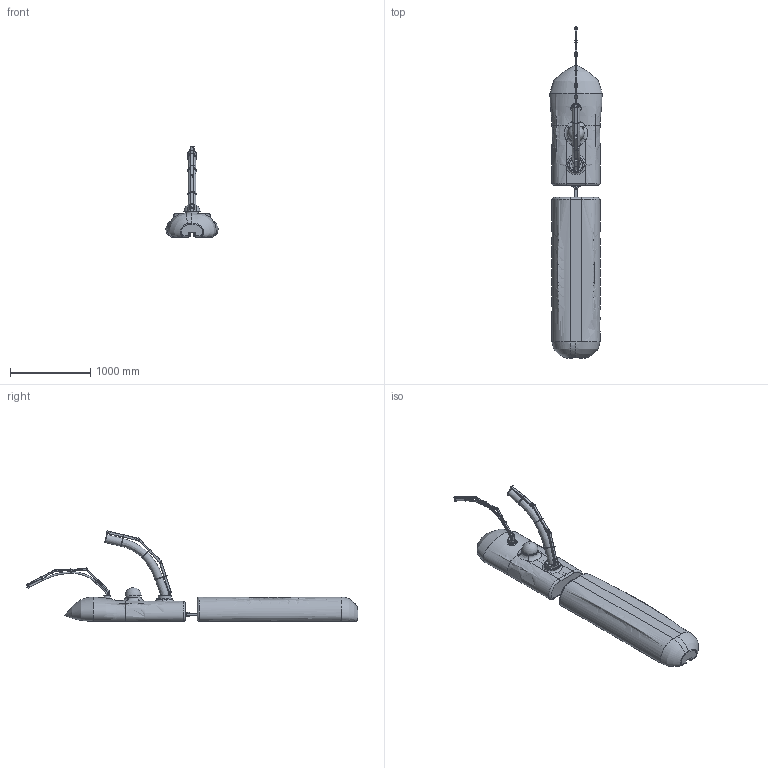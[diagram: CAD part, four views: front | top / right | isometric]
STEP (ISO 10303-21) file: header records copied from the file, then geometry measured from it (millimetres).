
FILE_DESCRIPTION(/* description */ ('Unknown'),/* implementation_level */ '2;1');
FILE_NAME(/* name */ 'Drohne_FuerPas',/* time_stamp */ '2021-02-01T19:55:58+01:00',/* author */ ('Unknown'),/* organization */ ('Unknown'),/* preprocessor_version */ 'ST-DEVELOPER v16.7',/* originating_system */ 'DEX',/* authorisation */ $);
FILE_SCHEMA (('AUTOMOTIVE_DESIGN {1 0 10303 214 3 1 1}'));
Length unit declared in the file: millimetre
Products named in the file (15): Drohne; Zugwagen_v2; AnhaengerV1; ConDrohne-Anhanger; EinsaugArmE1; EinsaugArm_Flansch; Teil5; EinsaugArmE2; EinsaugArmE3; ExtruderArm_ASM; ExtruderArm_Flansch; ExtruderArmE1; ExtruderArmE2; ExtruderArmE3; Teil7
Assembly tree (14 placements, depth 3):
  Drohne
    Zugwagen_v2
    AnhaengerV1
    ConDrohne-Anhanger
    EinsaugArmE1
    EinsaugArm_Flansch
    Teil5
    EinsaugArmE2
    EinsaugArmE3
    ExtruderArm_ASM
      ExtruderArm_Flansch
      ExtruderArmE1
      ExtruderArmE2
      ExtruderArmE3
      Teil7
Bounding box: 651.59 x 4134.52 x 1128.18 mm (x, y, z)
Volume: 388897439.8 mm3; surface area: 9224565.8 mm2
Topology: 15 solids, 15 shells, 1041 faces, 2532 edges, 1484 vertices
Faces by surface type: cylinder 408, plane 268, torus 189, bspline 108, sphere 66, cone 2
Full cylindrical faces by diameter (mm): 6 x17, 10 x34, 16 x3, 20 x7, 25 x2, 70 x4, 80 x1, 89 x1, 99 x5, 100 x4, 158.696 x1, 160 x1, 168 x1, 180 x1, 200 x2
Entity records: 47095 total; most frequent: CARTESIAN_POINT 21485, DIRECTION 5044, ORIENTED_EDGE 4492, EDGE_CURVE 2246, AXIS2_PLACEMENT_3D 2058, VERTEX_POINT 1421, EDGE_LOOP 1361, FACE_BOUND 1361
